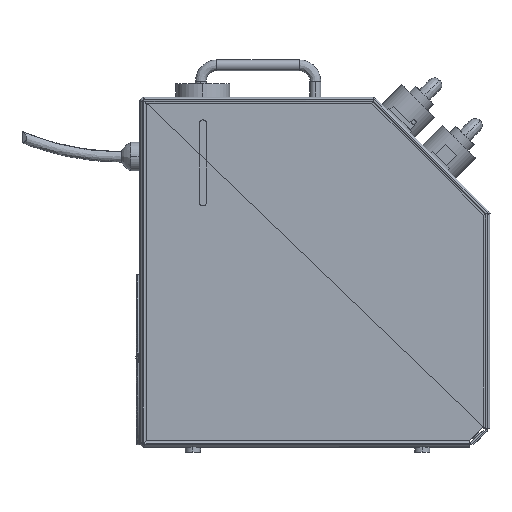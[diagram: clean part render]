
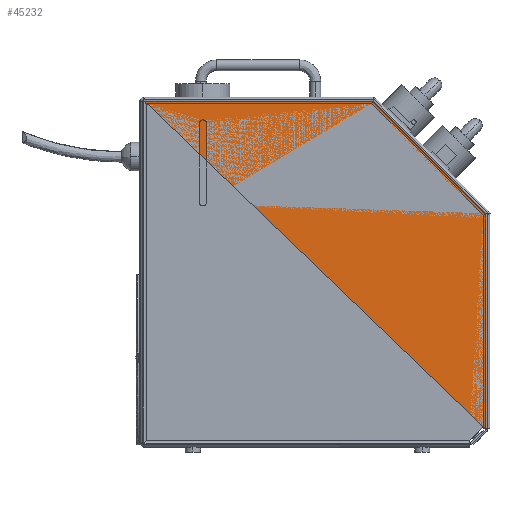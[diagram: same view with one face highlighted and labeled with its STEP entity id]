
A CAD part, left-side view. The second image highlights one B-rep face of the part: STEP entity #45232.
In plain terms, the highlighted planar face has unit normal (-1, 0, 0).
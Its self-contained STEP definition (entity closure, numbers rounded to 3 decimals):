
#1697 = VERTEX_POINT ( 'NONE', #21555 ) ;
#3575 = VERTEX_POINT ( 'NONE', #56772 ) ;
#4406 = DIRECTION ( 'NONE',  ( 0., 1., 0. ) ) ;
#4444 = EDGE_CURVE ( 'NONE', #3575, #30230, #51157, .T. ) ;
#5786 = DIRECTION ( 'NONE',  ( 0., 0.707, 0.707 ) ) ;
#6069 = CARTESIAN_POINT ( 'NONE',  ( 360.993, 239.517, -221.495 ) ) ;
#7884 = ORIENTED_EDGE ( 'NONE', *, *, #61171, .T. ) ;
#9182 = CARTESIAN_POINT ( 'NONE',  ( 360.993, 239.517, -209.993 ) ) ;
#9483 = ORIENTED_EDGE ( 'NONE', *, *, #42928, .F. ) ;
#10545 = CARTESIAN_POINT ( 'NONE',  ( 360.993, 251.715, -209.993 ) ) ;
#10867 = LINE ( 'NONE', #50693, #64606 ) ;
#11730 = CARTESIAN_POINT ( 'NONE',  ( 360.993, 243.467, -210.053 ) ) ;
#11842 = DIRECTION ( 'NONE',  ( 1., 0., 0. ) ) ;
#12870 = CIRCLE ( 'NONE', #76835, 0.03 ) ;
#14582 = CARTESIAN_POINT ( 'NONE',  ( 360.993, 251.437, -210.056 ) ) ;
#14722 = CARTESIAN_POINT ( 'NONE',  ( 360.993, 239.524, -213.984 ) ) ;
#16242 = DIRECTION ( 'NONE',  ( 0., 0., 1. ) ) ;
#16648 = VECTOR ( 'NONE', #33354, 39.37 ) ;
#16779 = ORIENTED_EDGE ( 'NONE', *, *, #76421, .F. ) ;
#19715 = CARTESIAN_POINT ( 'NONE',  ( 360.993, 243.456, -210.056 ) ) ;
#20019 = CARTESIAN_POINT ( 'NONE',  ( 360.993, 239.545, -214.006 ) ) ;
#21016 = ORIENTED_EDGE ( 'NONE', *, *, #35643, .T. ) ;
#21442 = DIRECTION ( 'NONE',  ( 0., -1., 0. ) ) ;
#21555 = CARTESIAN_POINT ( 'NONE',  ( 360.993, 239.517, -213.994 ) ) ;
#23482 = DIRECTION ( 'NONE',  ( 0., 1., 0. ) ) ;
#24206 = VECTOR ( 'NONE', #21442, 39.37 ) ;
#27013 = DIRECTION ( 'NONE',  ( 0., 0., -1. ) ) ;
#28048 = AXIS2_PLACEMENT_3D ( 'NONE', #10545, #46218, #4406 ) ;
#28157 = EDGE_CURVE ( 'NONE', #30230, #1697, #67808, .T. ) ;
#30230 = VERTEX_POINT ( 'NONE', #6069 ) ;
#30323 = VERTEX_POINT ( 'NONE', #71365 ) ;
#31544 = ORIENTED_EDGE ( 'NONE', *, *, #28157, .F. ) ;
#32225 = PLANE ( 'NONE',  #28048 ) ;
#33027 = LINE ( 'NONE', #75516, #16648 ) ;
#33354 = DIRECTION ( 'NONE',  ( 0., 1., 0. ) ) ;
#33473 = CIRCLE ( 'NONE', #90388, 0.03 ) ;
#34084 = VERTEX_POINT ( 'NONE', #80369 ) ;
#35643 = EDGE_CURVE ( 'NONE', #76346, #70976, #33027, .T. ) ;
#36591 = CARTESIAN_POINT ( 'NONE',  ( 360.993, 239.515, -209.993 ) ) ;
#36599 = ORIENTED_EDGE ( 'NONE', *, *, #53850, .T. ) ;
#41632 = DIRECTION ( 'NONE',  ( 1., 0., 0. ) ) ;
#42682 = LINE ( 'NONE', #70519, #24206 ) ;
#42928 = EDGE_CURVE ( 'NONE', #76346, #30323, #12870, .T. ) ;
#43851 = EDGE_CURVE ( 'NONE', #82240, #70976, #33473, .T. ) ;
#44176 = CARTESIAN_POINT ( 'NONE',  ( 360.993, 239.091, -221.495 ) ) ;
#45232 = ADVANCED_FACE ( 'NONE', ( #77298 ), #32225, .F. ) ;
#46218 = DIRECTION ( 'NONE',  ( 1., 0., 0. ) ) ;
#46278 = VECTOR ( 'NONE', #5786, 39.37 ) ;
#46529 = VECTOR ( 'NONE', #57473, 39.37 ) ;
#48451 = VERTEX_POINT ( 'NONE', #19715 ) ;
#49771 = EDGE_LOOP ( 'NONE', ( #71988, #31544, #83769, #36599, #16779, #64465, #9483, #21016, #80736, #7884 ) ) ;
#50693 = CARTESIAN_POINT ( 'NONE',  ( 360.993, 243.455, -210.053 ) ) ;
#51157 = LINE ( 'NONE', #44176, #65577 ) ;
#53695 = CARTESIAN_POINT ( 'NONE',  ( 360.993, 251.425, -210.083 ) ) ;
#53850 = EDGE_CURVE ( 'NONE', #3575, #34084, #63146, .T. ) ;
#55329 = EDGE_CURVE ( 'NONE', #1697, #48451, #65124, .T. ) ;
#55858 = CIRCLE ( 'NONE', #72123, 0.03 ) ;
#56772 = CARTESIAN_POINT ( 'NONE',  ( 360.993, 239.515, -221.495 ) ) ;
#57473 = DIRECTION ( 'NONE',  ( 0., 0., 1. ) ) ;
#57832 = DIRECTION ( 'NONE',  ( 0., 0.707, 0.707 ) ) ;
#59994 = CARTESIAN_POINT ( 'NONE',  ( 360.993, 251.425, -210.053 ) ) ;
#60827 = DIRECTION ( 'NONE',  ( 0., 0., -1. ) ) ;
#61171 = EDGE_CURVE ( 'NONE', #82240, #48451, #42682, .T. ) ;
#63146 = LINE ( 'NONE', #36591, #46529 ) ;
#64465 = ORIENTED_EDGE ( 'NONE', *, *, #78092, .T. ) ;
#64606 = VECTOR ( 'NONE', #57832, 39.37 ) ;
#65124 = LINE ( 'NONE', #89867, #46278 ) ;
#65577 = VECTOR ( 'NONE', #23482, 39.37 ) ;
#67808 = LINE ( 'NONE', #9182, #84347 ) ;
#68689 = VERTEX_POINT ( 'NONE', #14722 ) ;
#69086 = DIRECTION ( 'NONE',  ( 1., 0., 0. ) ) ;
#70519 = CARTESIAN_POINT ( 'NONE',  ( 360.993, 251.715, -210.056 ) ) ;
#70976 = VERTEX_POINT ( 'NONE', #59994 ) ;
#71365 = CARTESIAN_POINT ( 'NONE',  ( 360.993, 243.446, -210.062 ) ) ;
#71988 = ORIENTED_EDGE ( 'NONE', *, *, #55329, .F. ) ;
#72123 = AXIS2_PLACEMENT_3D ( 'NONE', #20019, #69086, #27013 ) ;
#75516 = CARTESIAN_POINT ( 'NONE',  ( 360.993, 251.455, -210.053 ) ) ;
#76346 = VERTEX_POINT ( 'NONE', #11730 ) ;
#76421 = EDGE_CURVE ( 'NONE', #68689, #34084, #55858, .T. ) ;
#76835 = AXIS2_PLACEMENT_3D ( 'NONE', #83904, #41632, #90926 ) ;
#77298 = FACE_OUTER_BOUND ( 'NONE', #49771, .T. ) ;
#78092 = EDGE_CURVE ( 'NONE', #68689, #30323, #10867, .T. ) ;
#80369 = CARTESIAN_POINT ( 'NONE',  ( 360.993, 239.515, -214.006 ) ) ;
#80736 = ORIENTED_EDGE ( 'NONE', *, *, #43851, .F. ) ;
#82240 = VERTEX_POINT ( 'NONE', #14582 ) ;
#83769 = ORIENTED_EDGE ( 'NONE', *, *, #4444, .F. ) ;
#83904 = CARTESIAN_POINT ( 'NONE',  ( 360.993, 243.467, -210.083 ) ) ;
#84347 = VECTOR ( 'NONE', #16242, 39.37 ) ;
#89867 = CARTESIAN_POINT ( 'NONE',  ( 360.993, 239.517, -213.994 ) ) ;
#90388 = AXIS2_PLACEMENT_3D ( 'NONE', #53695, #11842, #60827 ) ;
#90926 = DIRECTION ( 'NONE',  ( 0., 0., -1. ) ) ;
